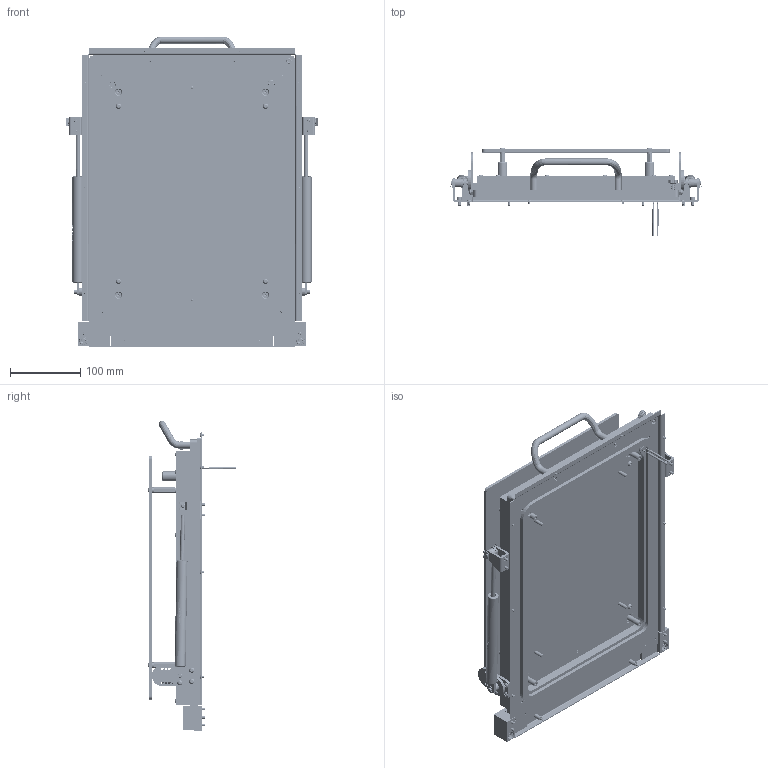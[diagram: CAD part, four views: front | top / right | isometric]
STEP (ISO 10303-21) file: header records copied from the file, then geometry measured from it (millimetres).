
FILE_DESCRIPTION (( 'STEP AP203' ), '1' );
FILE_NAME ('INGUN_33550.STEP', '2023-05-22T08:05:34', ( '' ), ( '' ), 'SwSTEP 2.0', 'SolidWorks 2021', '' );
FILE_SCHEMA (( 'CONFIG_CONTROL_DESIGN' ));
Length unit declared in the file: millimetre
Products named in the file (60): KS-113-Master__ADA~ks_KS-113 23; 33546~4; DIN912~n_M04,0x012; DIN912~n_M04,0x008; DIN912~n_M04,0x025; 25226~3; 2501~0_flexibel<Standard>; DIN6325~n_04,0m6x012; 1589~0; 2229~6; 25531~1_Hub = 12,5 <S>; 16058~0; ISO7380~n_M03,0x016; 2806~1; 33545~5; 2348_1~0; 4822~0; 16834~0; 8577~1; ISO7380~n_M03,0x005; 2694~0; 2501_1~0; 41666~1; INGUN_33550; 3512~0_Stadard; 16318~0; 3286~0; 42774~1_S; 2501_2~0; 46764~1; 35629~0_S; 2348~1; ISO7380~n_M04,0x012; 2348_3~0; 25223~1; 33410~2_S; 25239~0; 17053~3; 2586~0; 14282-2070-2~0_Komprimiert<Standard> ...
Assembly tree (166 placements, depth 4):
  INGUN_33550
    33547~2_ZSK 2030-ADP (geschlossen)
      25225~1
      25224~1
      33546~4
      33545~5
      46764~1
      25239~0
      25223~1  x2
      25226~3  x2
      41666~1
      2806~1
      3286~0  x2
      8577~1
      2196~6  x4
      2204~0  x4
      14282-2070-EC-01~0
      14282-2070-2~0_Komprimiert<Standard>
      2645~0  x4
      16058~0  x2
      16834~0  x32
      16318~0  x2
      33410~2_S
      35629~0_S
      43062~0_S  x2
        42774~1_S
        17053~3
        DIN_6799_-_A2~n_d 5
        ISO7380~n_M04,0x008
      2586~0  x2
      1589~0
      4822~0
      2528~0_gedr…kt<Standard>
      DIN912~n_M04,0x020
      ISO7380~n_M03,0x016  x2
      ISO7380~n_M04,0x008  x4
      ISO7380~n_M03,0x006  x16
      DIN6325~n_04,0m6x012  x2
      2694~0  x2
      ISO7380~n_M04,0x012  x4
      ISO7380~n_M04,0x020  x4
      DIN912~n_M04,0x012  x4
      3512~0_Stadard  x2
      ISO7380~n_M03,0x005  x8
    2501~0_flexibel<Standard>
      2501_1~0
      2501_2~0
    2348~1  x2
      2348_3~0
      2348_4~0
      2348_2~0
      2348_1~0
    ASR~asr_拱06,2x04x拌12  x4
    2501~0_flexibel<Standard>
      2501_1~0
      2501_2~0
    25531~1_Hub = 12,5 <S>
      KS-113-Master__ADA~ks_KS-113 23  x2
      GKS-114-0011__ADA~gks_Hub = 12,5 <S>  x2
    DIN912~n_M04,0x008  x4
Bounding box: 359.8 x 126 x 444 mm (x, y, z)
Volume: 2651652.3 mm3; surface area: 938650.1 mm2
Topology: 171 solids, 171 shells, 4199 faces, 10298 edges, 6626 vertices
Faces by surface type: cylinder 2082, plane 1317, cone 402, bspline 258, torus 132, sphere 8
Entity records: 83358 total; most frequent: CARTESIAN_POINT 26918, DIRECTION 10332, ORIENTED_EDGE 9506, EDGE_CURVE 4753, AXIS2_PLACEMENT_3D 4007, VERTEX_POINT 3079, VECTOR 2318, LINE 2318
